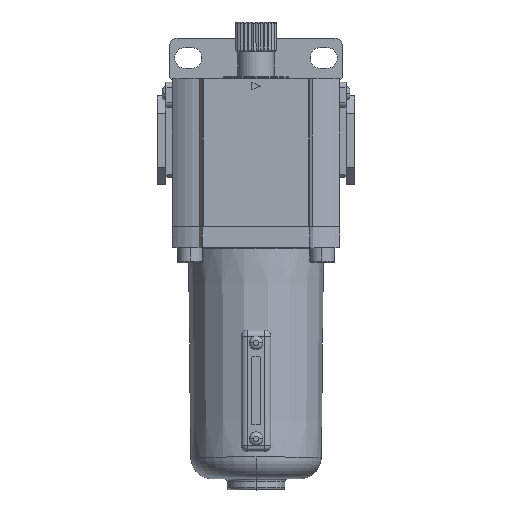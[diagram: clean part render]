
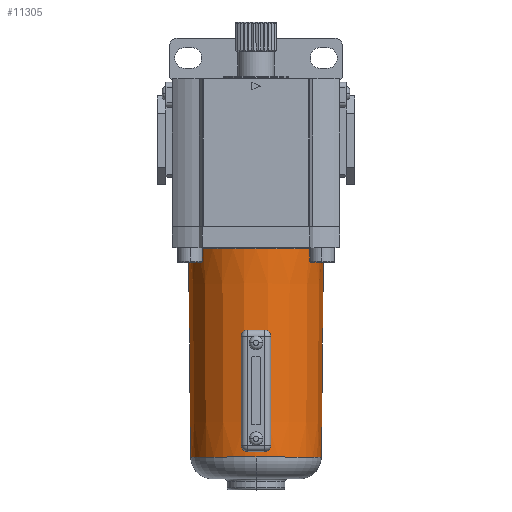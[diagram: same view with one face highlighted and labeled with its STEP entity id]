
A CAD part, top view. The second image highlights one B-rep face of the part: STEP entity #11305.
In plain terms, the highlighted conical face has half-angle 0.575 degrees and reference radius 26.41 mm.
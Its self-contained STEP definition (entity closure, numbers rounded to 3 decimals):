
#458 = CARTESIAN_POINT ( 'NONE',  ( 0., -137.23, 0. ) ) ;
#502 = DIRECTION ( 'NONE',  ( -1., 0., 0. ) ) ;
#1340 = ORIENTED_EDGE ( 'NONE', *, *, #8625, .T. ) ;
#1393 = DIRECTION ( 'NONE',  ( 0., -1., 0. ) ) ;
#2301 = ORIENTED_EDGE ( 'NONE', *, *, #13473, .F. ) ;
#2375 = AXIS2_PLACEMENT_3D ( 'NONE', #20763, #10611, #502 ) ;
#2464 = CIRCLE ( 'NONE', #11425, 26.498 ) ;
#3135 = VERTEX_POINT ( 'NONE', #9837 ) ;
#3614 = CARTESIAN_POINT ( 'NONE',  ( 0., -128.409, 26.498 ) ) ;
#3656 = DIRECTION ( 'NONE',  ( -0.01, 1., 0. ) ) ;
#4124 = VERTEX_POINT ( 'NONE', #3614 ) ;
#4409 = EDGE_CURVE ( 'NONE', #16568, #4124, #2464, .T. ) ;
#4712 = VERTEX_POINT ( 'NONE', #5757 ) ;
#5000 = VECTOR ( 'NONE', #17891, 1000. ) ;
#5057 = CARTESIAN_POINT ( 'NONE',  ( 26.498, -128.409, 0. ) ) ;
#5082 = CIRCLE ( 'NONE', #14995, 27.345 ) ;
#5546 = EDGE_CURVE ( 'NONE', #4712, #3135, #5082, .T. ) ;
#5757 = CARTESIAN_POINT ( 'NONE',  ( 27.345, -43.995, 0. ) ) ;
#5821 = VERTEX_POINT ( 'NONE', #7398 ) ;
#5962 = LINE ( 'NONE', #13757, #18919 ) ;
#6222 = DIRECTION ( 'NONE',  ( 0., -1., 0. ) ) ;
#7398 = CARTESIAN_POINT ( 'NONE',  ( -27.345, -43.995, 0. ) ) ;
#8213 = CARTESIAN_POINT ( 'NONE',  ( 0., -128.409, 0. ) ) ;
#8625 = EDGE_CURVE ( 'NONE', #4124, #9757, #11212, .T. ) ;
#9023 = DIRECTION ( 'NONE',  ( -1., 0., 0. ) ) ;
#9757 = VERTEX_POINT ( 'NONE', #5057 ) ;
#9837 = CARTESIAN_POINT ( 'NONE',  ( 0., -43.995, 27.345 ) ) ;
#9876 = DIRECTION ( 'NONE',  ( -1., 0., 0. ) ) ;
#10241 = FACE_OUTER_BOUND ( 'NONE', #18923, .T. ) ;
#10609 = ORIENTED_EDGE ( 'NONE', *, *, #5546, .T. ) ;
#10611 = DIRECTION ( 'NONE',  ( 0., 1., 0. ) ) ;
#10727 = DIRECTION ( 'NONE',  ( 0., 1., 0. ) ) ;
#11157 = CARTESIAN_POINT ( 'NONE',  ( 26.41, -137.23, 0. ) ) ;
#11212 = CIRCLE ( 'NONE', #2375, 26.498 ) ;
#11305 = ADVANCED_FACE ( 'NONE', ( #10241 ), #14221, .T. ) ;
#11425 = AXIS2_PLACEMENT_3D ( 'NONE', #8213, #20040, #9876 ) ;
#11514 = CARTESIAN_POINT ( 'NONE',  ( 0., -43.995, 0. ) ) ;
#11664 = CARTESIAN_POINT ( 'NONE',  ( -26.498, -128.409, 0. ) ) ;
#12783 = ORIENTED_EDGE ( 'NONE', *, *, #4409, .T. ) ;
#13216 = DIRECTION ( 'NONE',  ( 0., 0., -1. ) ) ;
#13473 = EDGE_CURVE ( 'NONE', #16568, #5821, #5962, .T. ) ;
#13586 = CIRCLE ( 'NONE', #16417, 27.345 ) ;
#13757 = CARTESIAN_POINT ( 'NONE',  ( -26.41, -137.23, 0. ) ) ;
#14221 = CONICAL_SURFACE ( 'NONE', #21673, 26.41, 0.01 ) ;
#14995 = AXIS2_PLACEMENT_3D ( 'NONE', #16329, #6222, #18040 ) ;
#16329 = CARTESIAN_POINT ( 'NONE',  ( 0., -43.995, 0. ) ) ;
#16417 = AXIS2_PLACEMENT_3D ( 'NONE', #11514, #1393, #13216 ) ;
#16568 = VERTEX_POINT ( 'NONE', #11664 ) ;
#17409 = LINE ( 'NONE', #11157, #5000 ) ;
#17891 = DIRECTION ( 'NONE',  ( 0.01, 1., 0. ) ) ;
#17996 = EDGE_CURVE ( 'NONE', #9757, #4712, #17409, .T. ) ;
#18040 = DIRECTION ( 'NONE',  ( 0., 0., -1. ) ) ;
#18063 = ORIENTED_EDGE ( 'NONE', *, *, #17996, .T. ) ;
#18919 = VECTOR ( 'NONE', #3656, 1000. ) ;
#18923 = EDGE_LOOP ( 'NONE', ( #12783, #1340, #18063, #10609, #20597, #2301 ) ) ;
#19687 = EDGE_CURVE ( 'NONE', #3135, #5821, #13586, .T. ) ;
#20040 = DIRECTION ( 'NONE',  ( 0., 1., 0. ) ) ;
#20597 = ORIENTED_EDGE ( 'NONE', *, *, #19687, .T. ) ;
#20763 = CARTESIAN_POINT ( 'NONE',  ( 0., -128.409, 0. ) ) ;
#21673 = AXIS2_PLACEMENT_3D ( 'NONE', #458, #10727, #9023 ) ;
